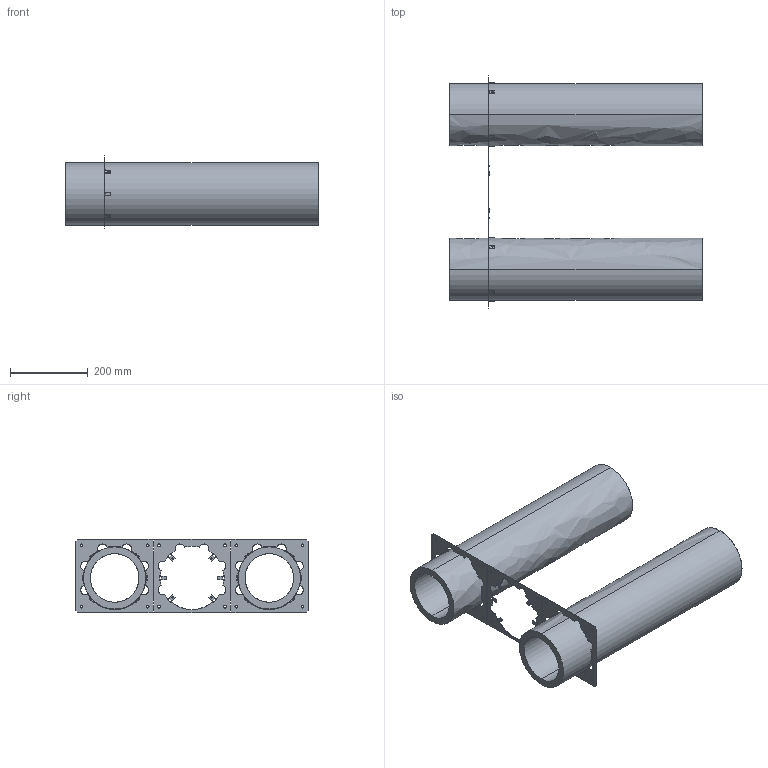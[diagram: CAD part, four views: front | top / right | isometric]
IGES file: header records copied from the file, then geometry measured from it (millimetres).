
Start section: SolidWorks IGES file using analytic representation for surfaces
Global section: file name: 0092.0587 WS 120 TRIO L MP - Montageplatte - Daten für Internet (003).IGS; native system: SolidWorks 2021; preprocessor: SolidWorks 2021; author: Bolli; date: 230601.111604; units: millimetre
Bounding box: 650 x 598 x 188 mm (x, y, z)
Surface area: 1292991.2 mm2 (no closed solid volume)
Topology: 0 solids, 0 shells, 511 faces, 7028 edges, 7028 vertices
Faces by surface type: bspline 266, revolution 245
